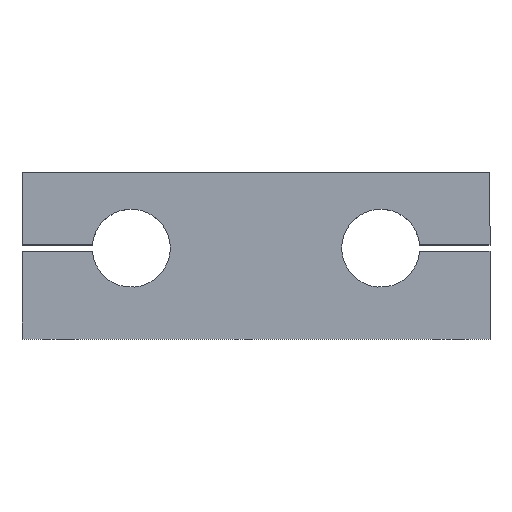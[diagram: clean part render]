
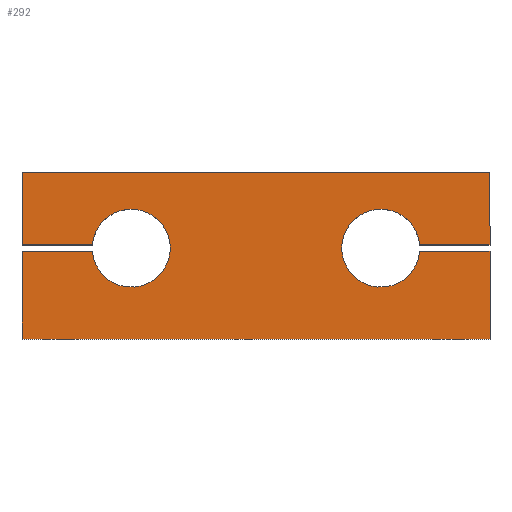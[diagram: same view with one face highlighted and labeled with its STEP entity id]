
A CAD part, top view. The second image highlights one B-rep face of the part: STEP entity #292.
In plain terms, the highlighted planar face has unit normal (0, 0, 1).
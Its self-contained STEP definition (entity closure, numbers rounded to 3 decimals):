
#17 = CARTESIAN_POINT ( 'NONE',  ( -90., 0., 12.5 ) ) ;
#19 = EDGE_CURVE ( 'NONE', #561, #510, #123, .T. ) ;
#28 = CARTESIAN_POINT ( 'NONE',  ( -48., 35., 12.5 ) ) ;
#32 = EDGE_CURVE ( 'NONE', #173, #696, #286, .T. ) ;
#35 = VECTOR ( 'NONE', #543, 1000. ) ;
#37 = CARTESIAN_POINT ( 'NONE',  ( 90., 64., 12.5 ) ) ;
#57 = CARTESIAN_POINT ( 'NONE',  ( 90., 0., 12.5 ) ) ;
#58 = ORIENTED_EDGE ( 'NONE', *, *, #136, .T. ) ;
#67 = CARTESIAN_POINT ( 'NONE',  ( -90., 0., 12.5 ) ) ;
#78 = DIRECTION ( 'NONE',  ( -1., 0., 0. ) ) ;
#86 = DIRECTION ( 'NONE',  ( 1., 0., 0. ) ) ;
#97 = CARTESIAN_POINT ( 'NONE',  ( 90., 36.25, 12.5 ) ) ;
#103 = CARTESIAN_POINT ( 'NONE',  ( -90., 33.75, 12.5 ) ) ;
#113 = DIRECTION ( 'NONE',  ( 0., 0., -1. ) ) ;
#123 = LINE ( 'NONE', #57, #468 ) ;
#128 = VERTEX_POINT ( 'NONE', #463 ) ;
#136 = EDGE_CURVE ( 'NONE', #191, #633, #735, .T. ) ;
#158 = VECTOR ( 'NONE', #811, 1000. ) ;
#167 = LINE ( 'NONE', #427, #730 ) ;
#169 = ORIENTED_EDGE ( 'NONE', *, *, #674, .T. ) ;
#171 = DIRECTION ( 'NONE',  ( -1., 0., 0. ) ) ;
#173 = VERTEX_POINT ( 'NONE', #103 ) ;
#189 = EDGE_CURVE ( 'NONE', #201, #191, #167, .T. ) ;
#191 = VERTEX_POINT ( 'NONE', #37 ) ;
#199 = EDGE_CURVE ( 'NONE', #633, #425, #753, .T. ) ;
#201 = VERTEX_POINT ( 'NONE', #416 ) ;
#220 = AXIS2_PLACEMENT_3D ( 'NONE', #229, #621, #493 ) ;
#224 = ORIENTED_EDGE ( 'NONE', *, *, #449, .T. ) ;
#225 = LINE ( 'NONE', #97, #821 ) ;
#229 = CARTESIAN_POINT ( 'NONE',  ( 0., 0., 12.5 ) ) ;
#246 = CARTESIAN_POINT ( 'NONE',  ( 90., 33.75, 12.5 ) ) ;
#257 = EDGE_CURVE ( 'NONE', #128, #324, #313, .T. ) ;
#277 = AXIS2_PLACEMENT_3D ( 'NONE', #295, #113, #171 ) ;
#281 = VECTOR ( 'NONE', #333, 1000. ) ;
#286 = LINE ( 'NONE', #652, #796 ) ;
#291 = CARTESIAN_POINT ( 'NONE',  ( -90., 36.25, 12.5 ) ) ;
#292 = ADVANCED_FACE ( 'NONE', ( #371 ), #358, .F. ) ;
#295 = CARTESIAN_POINT ( 'NONE',  ( 48., 35., 12.5 ) ) ;
#313 = CIRCLE ( 'NONE', #277, 15. ) ;
#323 = DIRECTION ( 'NONE',  ( 0., 1., 0. ) ) ;
#324 = VERTEX_POINT ( 'NONE', #596 ) ;
#333 = DIRECTION ( 'NONE',  ( 0., -1., 0. ) ) ;
#341 = ORIENTED_EDGE ( 'NONE', *, *, #379, .T. ) ;
#347 = LINE ( 'NONE', #520, #525 ) ;
#358 = PLANE ( 'NONE',  #220 ) ;
#371 = FACE_OUTER_BOUND ( 'NONE', #386, .T. ) ;
#379 = EDGE_CURVE ( 'NONE', #510, #128, #347, .T. ) ;
#386 = EDGE_LOOP ( 'NONE', ( #341, #672, #692, #754, #58, #598, #820, #570, #768, #169, #224, #827 ) ) ;
#403 = LINE ( 'NONE', #17, #668 ) ;
#413 = VERTEX_POINT ( 'NONE', #474 ) ;
#416 = CARTESIAN_POINT ( 'NONE',  ( 90., 36.25, 12.5 ) ) ;
#420 = DIRECTION ( 'NONE',  ( 0., 1., 0. ) ) ;
#422 = LINE ( 'NONE', #291, #35 ) ;
#425 = VERTEX_POINT ( 'NONE', #527 ) ;
#427 = CARTESIAN_POINT ( 'NONE',  ( 90., 0., 12.5 ) ) ;
#444 = CARTESIAN_POINT ( 'NONE',  ( -62.948, 36.25, 12.5 ) ) ;
#449 = EDGE_CURVE ( 'NONE', #413, #561, #403, .T. ) ;
#463 = CARTESIAN_POINT ( 'NONE',  ( 62.948, 33.75, 12.5 ) ) ;
#468 = VECTOR ( 'NONE', #323, 1000. ) ;
#474 = CARTESIAN_POINT ( 'NONE',  ( -90., 0., 12.5 ) ) ;
#493 = DIRECTION ( 'NONE',  ( -1., 0., 0. ) ) ;
#494 = CARTESIAN_POINT ( 'NONE',  ( -62.948, 33.75, 12.5 ) ) ;
#499 = VERTEX_POINT ( 'NONE', #444 ) ;
#510 = VERTEX_POINT ( 'NONE', #246 ) ;
#520 = CARTESIAN_POINT ( 'NONE',  ( 90., 33.75, 12.5 ) ) ;
#525 = VECTOR ( 'NONE', #601, 1000. ) ;
#527 = CARTESIAN_POINT ( 'NONE',  ( -90., 36.25, 12.5 ) ) ;
#543 = DIRECTION ( 'NONE',  ( -1., 0., 0. ) ) ;
#545 = DIRECTION ( 'NONE',  ( 1., 0., 0. ) ) ;
#546 = EDGE_CURVE ( 'NONE', #499, #425, #422, .T. ) ;
#551 = CIRCLE ( 'NONE', #836, 15. ) ;
#553 = DIRECTION ( 'NONE',  ( 1., 0., 0. ) ) ;
#561 = VERTEX_POINT ( 'NONE', #767 ) ;
#570 = ORIENTED_EDGE ( 'NONE', *, *, #799, .F. ) ;
#574 = VECTOR ( 'NONE', #78, 1000. ) ;
#582 = EDGE_CURVE ( 'NONE', #324, #201, #225, .T. ) ;
#596 = CARTESIAN_POINT ( 'NONE',  ( 62.948, 36.25, 12.5 ) ) ;
#598 = ORIENTED_EDGE ( 'NONE', *, *, #199, .T. ) ;
#601 = DIRECTION ( 'NONE',  ( -1., 0., 0. ) ) ;
#618 = DIRECTION ( 'NONE',  ( 0., 0., 1. ) ) ;
#621 = DIRECTION ( 'NONE',  ( 0., 0., -1. ) ) ;
#633 = VERTEX_POINT ( 'NONE', #712 ) ;
#643 = LINE ( 'NONE', #67, #281 ) ;
#652 = CARTESIAN_POINT ( 'NONE',  ( -90., 33.75, 12.5 ) ) ;
#665 = CARTESIAN_POINT ( 'NONE',  ( -90., 64., 12.5 ) ) ;
#668 = VECTOR ( 'NONE', #678, 1000. ) ;
#672 = ORIENTED_EDGE ( 'NONE', *, *, #257, .T. ) ;
#674 = EDGE_CURVE ( 'NONE', #173, #413, #643, .T. ) ;
#678 = DIRECTION ( 'NONE',  ( 1., 0., 0. ) ) ;
#692 = ORIENTED_EDGE ( 'NONE', *, *, #582, .T. ) ;
#696 = VERTEX_POINT ( 'NONE', #494 ) ;
#712 = CARTESIAN_POINT ( 'NONE',  ( -90., 64., 12.5 ) ) ;
#730 = VECTOR ( 'NONE', #420, 1000. ) ;
#735 = LINE ( 'NONE', #665, #574 ) ;
#739 = CARTESIAN_POINT ( 'NONE',  ( -90., 0., 12.5 ) ) ;
#753 = LINE ( 'NONE', #739, #158 ) ;
#754 = ORIENTED_EDGE ( 'NONE', *, *, #189, .T. ) ;
#767 = CARTESIAN_POINT ( 'NONE',  ( 90., 0., 12.5 ) ) ;
#768 = ORIENTED_EDGE ( 'NONE', *, *, #32, .F. ) ;
#796 = VECTOR ( 'NONE', #86, 1000. ) ;
#799 = EDGE_CURVE ( 'NONE', #696, #499, #551, .T. ) ;
#811 = DIRECTION ( 'NONE',  ( 0., -1., 0. ) ) ;
#820 = ORIENTED_EDGE ( 'NONE', *, *, #546, .F. ) ;
#821 = VECTOR ( 'NONE', #553, 1000. ) ;
#827 = ORIENTED_EDGE ( 'NONE', *, *, #19, .T. ) ;
#836 = AXIS2_PLACEMENT_3D ( 'NONE', #28, #618, #545 ) ;
